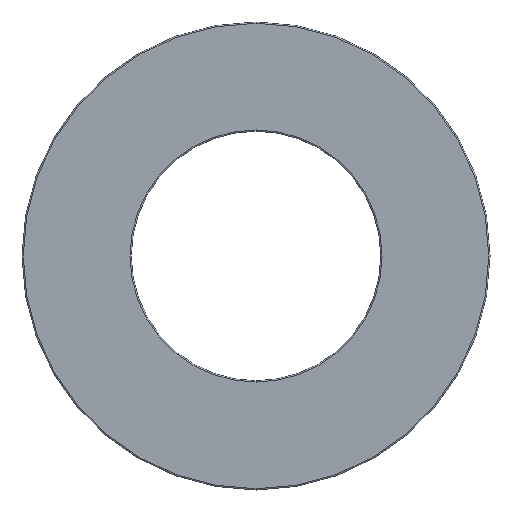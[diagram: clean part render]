
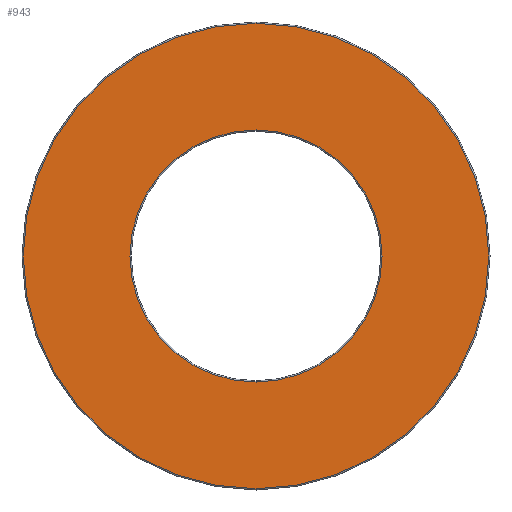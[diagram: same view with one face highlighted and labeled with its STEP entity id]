
A CAD part, front view. The second image highlights one B-rep face of the part: STEP entity #943.
In plain terms, the highlighted planar face has unit normal (0, -1, 0).
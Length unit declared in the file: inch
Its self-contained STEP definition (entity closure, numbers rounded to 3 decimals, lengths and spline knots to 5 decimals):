
#5 = CIRCLE ( 'NONE', #689, 0.25249 ) ;
#59 = CARTESIAN_POINT ( 'NONE',  ( 0., -0.1245, 0.46626 ) ) ;
#60 = DIRECTION ( 'NONE',  ( 0., 0., 1. ) ) ;
#83 = CARTESIAN_POINT ( 'NONE',  ( 0., -0.1245, 0. ) ) ;
#132 = DIRECTION ( 'NONE',  ( 0., 0., 1. ) ) ;
#219 = VERTEX_POINT ( 'NONE', #59 ) ;
#237 = DIRECTION ( 'NONE',  ( 0., 0., 1. ) ) ;
#280 = EDGE_CURVE ( 'NONE', #1431, #1536, #5, .T. ) ;
#287 = CARTESIAN_POINT ( 'NONE',  ( 0., -0.1245, 0.46875 ) ) ;
#327 = CIRCLE ( 'NONE', #1087, 0.25249 ) ;
#332 = EDGE_CURVE ( 'NONE', #1536, #1431, #327, .T. ) ;
#355 = ORIENTED_EDGE ( 'NONE', *, *, #1295, .T. ) ;
#367 = CARTESIAN_POINT ( 'NONE',  ( 0., -0.1245, -0.25249 ) ) ;
#419 = FACE_BOUND ( 'NONE', #1532, .T. ) ;
#478 = CARTESIAN_POINT ( 'NONE',  ( 0., -0.1245, 0. ) ) ;
#490 = ORIENTED_EDGE ( 'NONE', *, *, #1858, .T. ) ;
#517 = ORIENTED_EDGE ( 'NONE', *, *, #332, .T. ) ;
#552 = CARTESIAN_POINT ( 'NONE',  ( 0., -0.1245, -0.46626 ) ) ;
#564 = CARTESIAN_POINT ( 'NONE',  ( 0., -0.1245, 0. ) ) ;
#633 = DIRECTION ( 'NONE',  ( 0., 0., 1. ) ) ;
#689 = AXIS2_PLACEMENT_3D ( 'NONE', #83, #1211, #237 ) ;
#729 = DIRECTION ( 'NONE',  ( 0., -1., 0. ) ) ;
#777 = AXIS2_PLACEMENT_3D ( 'NONE', #287, #1093, #132 ) ;
#796 = AXIS2_PLACEMENT_3D ( 'NONE', #1705, #729, #1869 ) ;
#882 = ORIENTED_EDGE ( 'NONE', *, *, #280, .T. ) ;
#939 = AXIS2_PLACEMENT_3D ( 'NONE', #478, #1617, #633 ) ;
#943 = ADVANCED_FACE ( 'NONE', ( #419, #2110 ), #1756, .F. ) ;
#1087 = AXIS2_PLACEMENT_3D ( 'NONE', #564, #1718, #60 ) ;
#1093 = DIRECTION ( 'NONE',  ( 0., 1., 0. ) ) ;
#1154 = VERTEX_POINT ( 'NONE', #552 ) ;
#1203 = CIRCLE ( 'NONE', #796, 0.46626 ) ;
#1211 = DIRECTION ( 'NONE',  ( 0., 1., 0. ) ) ;
#1295 = EDGE_CURVE ( 'NONE', #219, #1154, #1971, .T. ) ;
#1431 = VERTEX_POINT ( 'NONE', #1469 ) ;
#1469 = CARTESIAN_POINT ( 'NONE',  ( 0., -0.1245, 0.25249 ) ) ;
#1532 = EDGE_LOOP ( 'NONE', ( #882, #517 ) ) ;
#1536 = VERTEX_POINT ( 'NONE', #367 ) ;
#1617 = DIRECTION ( 'NONE',  ( 0., -1., 0. ) ) ;
#1705 = CARTESIAN_POINT ( 'NONE',  ( 0., -0.1245, 0. ) ) ;
#1718 = DIRECTION ( 'NONE',  ( 0., 1., 0. ) ) ;
#1756 = PLANE ( 'NONE',  #777 ) ;
#1858 = EDGE_CURVE ( 'NONE', #1154, #219, #1203, .T. ) ;
#1869 = DIRECTION ( 'NONE',  ( 0., 0., 1. ) ) ;
#1940 = EDGE_LOOP ( 'NONE', ( #355, #490 ) ) ;
#1971 = CIRCLE ( 'NONE', #939, 0.46626 ) ;
#2110 = FACE_OUTER_BOUND ( 'NONE', #1940, .T. ) ;
